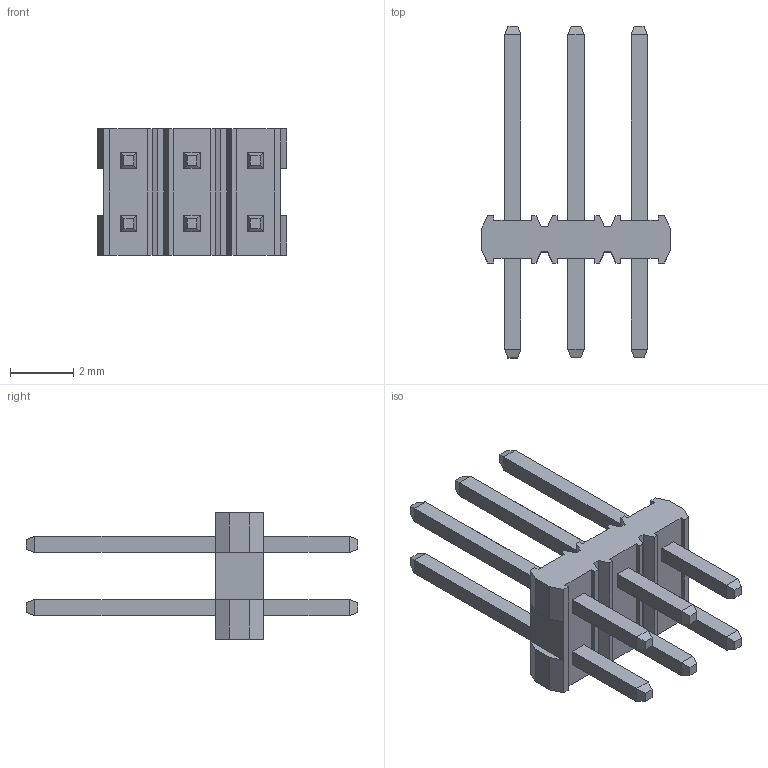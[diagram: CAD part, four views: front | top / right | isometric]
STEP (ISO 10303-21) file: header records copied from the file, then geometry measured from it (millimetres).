
FILE_DESCRIPTION (( 'STEP AP214' ), '1' );
FILE_NAME ('57102F1003LF.STEP', '2022-02-01T13:28:10', ( '' ), ( '' ), 'SwSTEP 2.0', 'SolidWorks 2020', '' );
FILE_SCHEMA (( 'AUTOMOTIVE_DESIGN' ));
Length unit declared in the file: millimetre
Products named in the file (1): 57102F1003LF
Bounding box: 6 x 10.5 x 4 mm (x, y, z)
Volume: 42.5 mm3; surface area: 230.3 mm2
Topology: 13 solids, 13 shells, 206 faces, 484 edges, 304 vertices
Faces by surface type: plane 206
Entity records: 6306 total; most frequent: CARTESIAN_POINT 995, ORIENTED_EDGE 968, DIRECTION 898, EDGE_CURVE 484, VECTOR 484, LINE 484, VERTEX_POINT 304, EDGE_LOOP 218
